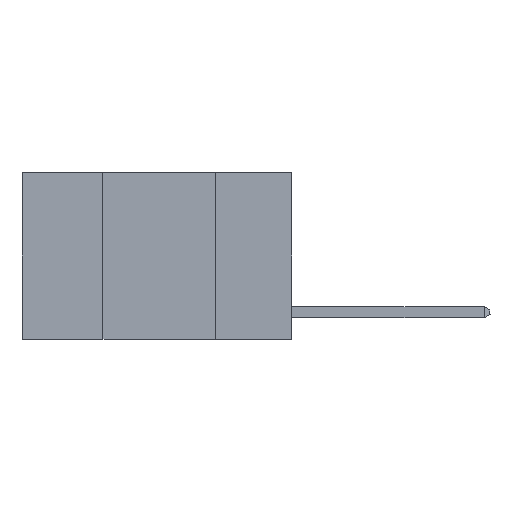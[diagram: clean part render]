
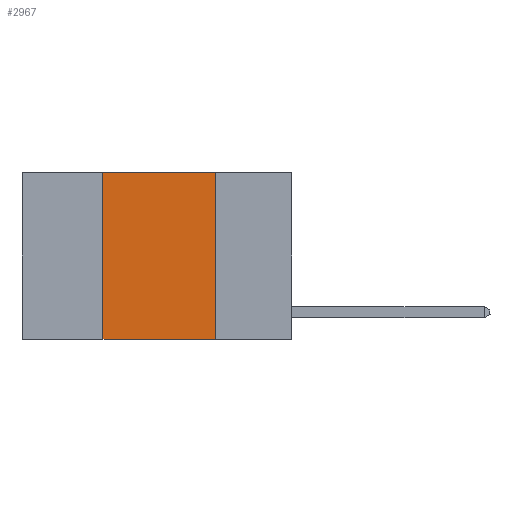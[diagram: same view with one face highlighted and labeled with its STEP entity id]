
A CAD part, left-side view. The second image highlights one B-rep face of the part: STEP entity #2967.
In plain terms, the highlighted planar face has unit normal (-1, 0, 0).
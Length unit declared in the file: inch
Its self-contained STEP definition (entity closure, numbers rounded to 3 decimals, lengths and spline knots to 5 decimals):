
#475 = VERTEX_POINT ( 'NONE', #8269 ) ;
#488 = DIRECTION ( 'NONE',  ( 0., 0., 1. ) ) ;
#513 = CARTESIAN_POINT ( 'NONE',  ( 0., 0.17, 0. ) ) ;
#518 = VERTEX_POINT ( 'NONE', #513 ) ;
#671 = CARTESIAN_POINT ( 'NONE',  ( 0., 0.17, 0. ) ) ;
#840 = EDGE_CURVE ( 'NONE', #6442, #4002, #3418, .T. ) ;
#952 = CARTESIAN_POINT ( 'NONE',  ( 0., 0.6, 0. ) ) ;
#1186 = ORIENTED_EDGE ( 'NONE', *, *, #840, .F. ) ;
#1537 = CARTESIAN_POINT ( 'NONE',  ( 0., 0.42, -0.37 ) ) ;
#1568 = VECTOR ( 'NONE', #488, 39.37008 ) ;
#1696 = DIRECTION ( 'NONE',  ( 1., 0., 0. ) ) ;
#1937 = DIRECTION ( 'NONE',  ( 0., -1., 0. ) ) ;
#2216 = VECTOR ( 'NONE', #6143, 39.37008 ) ;
#2365 = PLANE ( 'NONE',  #7113 ) ;
#2967 = ADVANCED_FACE ( 'NONE', ( #8754 ), #2365, .F. ) ;
#3342 = LINE ( 'NONE', #8344, #5182 ) ;
#3406 = EDGE_CURVE ( 'NONE', #6442, #475, #8334, .T. ) ;
#3418 = LINE ( 'NONE', #8283, #1568 ) ;
#4002 = VERTEX_POINT ( 'NONE', #4744 ) ;
#4541 = DIRECTION ( 'NONE',  ( 0., 0., -1. ) ) ;
#4581 = ORIENTED_EDGE ( 'NONE', *, *, #5605, .F. ) ;
#4744 = CARTESIAN_POINT ( 'NONE',  ( 0., 0.42, 0. ) ) ;
#5182 = VECTOR ( 'NONE', #1937, 39.37008 ) ;
#5194 = EDGE_LOOP ( 'NONE', ( #6534, #4581, #1186, #8229 ) ) ;
#5605 = EDGE_CURVE ( 'NONE', #4002, #518, #3342, .T. ) ;
#5743 = LINE ( 'NONE', #671, #2216 ) ;
#6143 = DIRECTION ( 'NONE',  ( 0., 0., -1. ) ) ;
#6279 = DIRECTION ( 'NONE',  ( 0., -1., 0. ) ) ;
#6442 = VERTEX_POINT ( 'NONE', #1537 ) ;
#6534 = ORIENTED_EDGE ( 'NONE', *, *, #7345, .F. ) ;
#7113 = AXIS2_PLACEMENT_3D ( 'NONE', #952, #1696, #4541 ) ;
#7345 = EDGE_CURVE ( 'NONE', #518, #475, #5743, .T. ) ;
#8229 = ORIENTED_EDGE ( 'NONE', *, *, #3406, .T. ) ;
#8269 = CARTESIAN_POINT ( 'NONE',  ( 0., 0.17, -0.37 ) ) ;
#8283 = CARTESIAN_POINT ( 'NONE',  ( 0., 0.42, 0. ) ) ;
#8334 = LINE ( 'NONE', #8938, #8713 ) ;
#8344 = CARTESIAN_POINT ( 'NONE',  ( 0., 0.6, 0. ) ) ;
#8713 = VECTOR ( 'NONE', #6279, 39.37008 ) ;
#8754 = FACE_OUTER_BOUND ( 'NONE', #5194, .T. ) ;
#8938 = CARTESIAN_POINT ( 'NONE',  ( 0., 0.6, -0.37 ) ) ;
